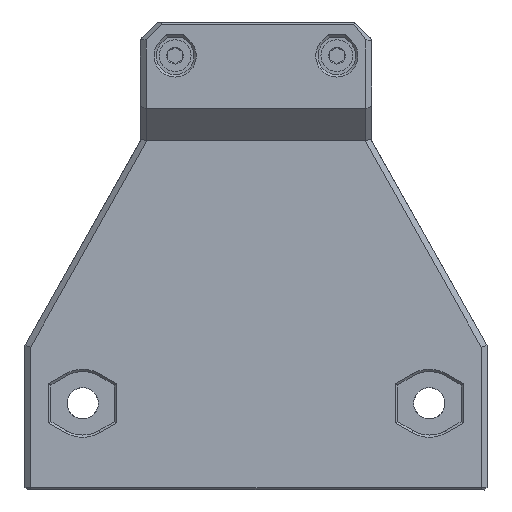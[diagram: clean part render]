
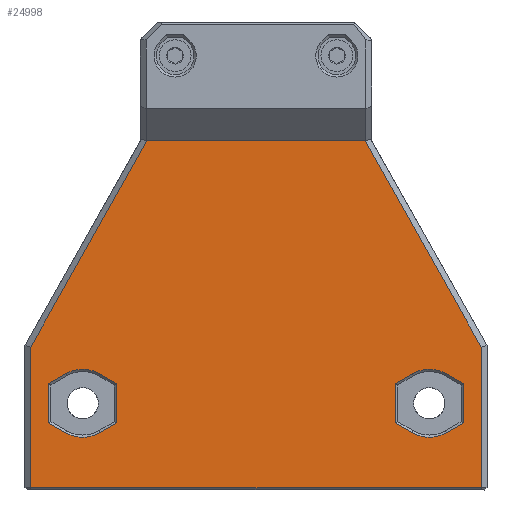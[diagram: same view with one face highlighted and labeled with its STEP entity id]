
A CAD part, left-side view. The second image highlights one B-rep face of the part: STEP entity #24998.
In plain terms, the highlighted planar face has unit normal (-1, 0, 0).
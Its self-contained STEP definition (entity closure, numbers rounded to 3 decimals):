
#1095=FACE_BOUND('',#4878,.T.);
#1096=FACE_BOUND('',#4879,.T.);
#1715=PLANE('',#27106);
#3338=FACE_OUTER_BOUND('',#4877,.T.);
#4877=EDGE_LOOP('',(#21651,#21652,#21653,#21654,#21655,#21656));
#4878=EDGE_LOOP('',(#21657,#21658,#21659,#21660,#21661,#21662,#21663,#21664));
#4879=EDGE_LOOP('',(#21665,#21666,#21667,#21668,#21669,#21670,#21671,#21672));
#7035=LINE('',#46451,#9490);
#7039=LINE('',#46460,#9494);
#7045=LINE('',#46473,#9500);
#7048=LINE('',#46477,#9503);
#7050=LINE('',#46485,#9505);
#7054=LINE('',#46495,#9509);
#7063=LINE('',#46517,#9518);
#7064=LINE('',#46519,#9519);
#7065=LINE('',#46521,#9520);
#7066=LINE('',#46523,#9521);
#7067=LINE('',#46525,#9522);
#7068=LINE('',#46526,#9523);
#7069=LINE('',#46529,#9524);
#7070=LINE('',#46531,#9525);
#7071=LINE('',#46535,#9526);
#7072=LINE('',#46537,#9527);
#7073=LINE('',#46539,#9528);
#7074=LINE('',#46542,#9529);
#9490=VECTOR('',#32425,10.);
#9494=VECTOR('',#32431,10.);
#9500=VECTOR('',#32439,10.);
#9503=VECTOR('',#32444,10.);
#9505=VECTOR('',#32454,10.);
#9509=VECTOR('',#32466,10.);
#9518=VECTOR('',#32487,10.);
#9519=VECTOR('',#32488,10.);
#9520=VECTOR('',#32489,10.);
#9521=VECTOR('',#32490,10.);
#9522=VECTOR('',#32491,10.);
#9523=VECTOR('',#32492,10.);
#9524=VECTOR('',#32493,10.);
#9525=VECTOR('',#32494,10.);
#9526=VECTOR('',#32497,10.);
#9527=VECTOR('',#32498,10.);
#9528=VECTOR('',#32499,10.);
#9529=VECTOR('',#32502,10.);
#10544=CIRCLE('',#27094,5.9);
#10547=CIRCLE('',#27099,5.9);
#10549=CIRCLE('',#27107,5.9);
#10550=CIRCLE('',#27108,5.9);
#12272=VERTEX_POINT('',#46449);
#12273=VERTEX_POINT('',#46450);
#12276=VERTEX_POINT('',#46458);
#12277=VERTEX_POINT('',#46459);
#12282=VERTEX_POINT('',#46470);
#12283=VERTEX_POINT('',#46472);
#12285=VERTEX_POINT('',#46480);
#12286=VERTEX_POINT('',#46488);
#12293=VERTEX_POINT('',#46515);
#12294=VERTEX_POINT('',#46516);
#12295=VERTEX_POINT('',#46518);
#12296=VERTEX_POINT('',#46520);
#12297=VERTEX_POINT('',#46522);
#12298=VERTEX_POINT('',#46524);
#12299=VERTEX_POINT('',#46527);
#12300=VERTEX_POINT('',#46528);
#12301=VERTEX_POINT('',#46530);
#12302=VERTEX_POINT('',#46532);
#12303=VERTEX_POINT('',#46534);
#12304=VERTEX_POINT('',#46536);
#12305=VERTEX_POINT('',#46538);
#12306=VERTEX_POINT('',#46540);
#15477=EDGE_CURVE('',#12272,#12273,#7035,.T.);
#15481=EDGE_CURVE('',#12276,#12277,#7039,.T.);
#15487=EDGE_CURVE('',#12282,#12283,#7045,.T.);
#15490=EDGE_CURVE('',#12283,#12276,#7048,.T.);
#15492=EDGE_CURVE('',#12285,#12282,#10544,.T.);
#15494=EDGE_CURVE('',#12273,#12285,#7050,.T.);
#15498=EDGE_CURVE('',#12277,#12286,#10547,.T.);
#15500=EDGE_CURVE('',#12286,#12272,#7054,.T.);
#15510=EDGE_CURVE('',#12293,#12294,#7063,.T.);
#15511=EDGE_CURVE('',#12295,#12293,#7064,.T.);
#15512=EDGE_CURVE('',#12296,#12295,#7065,.T.);
#15513=EDGE_CURVE('',#12297,#12296,#7066,.T.);
#15514=EDGE_CURVE('',#12298,#12297,#7067,.T.);
#15515=EDGE_CURVE('',#12294,#12298,#7068,.T.);
#15516=EDGE_CURVE('',#12299,#12300,#7069,.T.);
#15517=EDGE_CURVE('',#12301,#12299,#7070,.T.);
#15518=EDGE_CURVE('',#12302,#12301,#10549,.T.);
#15519=EDGE_CURVE('',#12303,#12302,#7071,.T.);
#15520=EDGE_CURVE('',#12304,#12303,#7072,.T.);
#15521=EDGE_CURVE('',#12305,#12304,#7073,.T.);
#15522=EDGE_CURVE('',#12306,#12305,#10550,.T.);
#15523=EDGE_CURVE('',#12300,#12306,#7074,.T.);
#21651=ORIENTED_EDGE('',*,*,#15510,.F.);
#21652=ORIENTED_EDGE('',*,*,#15511,.F.);
#21653=ORIENTED_EDGE('',*,*,#15512,.F.);
#21654=ORIENTED_EDGE('',*,*,#15513,.F.);
#21655=ORIENTED_EDGE('',*,*,#15514,.F.);
#21656=ORIENTED_EDGE('',*,*,#15515,.F.);
#21657=ORIENTED_EDGE('',*,*,#15516,.F.);
#21658=ORIENTED_EDGE('',*,*,#15517,.F.);
#21659=ORIENTED_EDGE('',*,*,#15518,.F.);
#21660=ORIENTED_EDGE('',*,*,#15519,.F.);
#21661=ORIENTED_EDGE('',*,*,#15520,.F.);
#21662=ORIENTED_EDGE('',*,*,#15521,.F.);
#21663=ORIENTED_EDGE('',*,*,#15522,.F.);
#21664=ORIENTED_EDGE('',*,*,#15523,.F.);
#21665=ORIENTED_EDGE('',*,*,#15487,.F.);
#21666=ORIENTED_EDGE('',*,*,#15492,.F.);
#21667=ORIENTED_EDGE('',*,*,#15494,.F.);
#21668=ORIENTED_EDGE('',*,*,#15477,.F.);
#21669=ORIENTED_EDGE('',*,*,#15500,.F.);
#21670=ORIENTED_EDGE('',*,*,#15498,.F.);
#21671=ORIENTED_EDGE('',*,*,#15481,.F.);
#21672=ORIENTED_EDGE('',*,*,#15490,.F.);
#24998=ADVANCED_FACE('',(#3338,#1095,#1096),#1715,.F.);
#27094=AXIS2_PLACEMENT_3D('',#46482,#32448,#32449);
#27099=AXIS2_PLACEMENT_3D('',#46492,#32461,#32462);
#27106=AXIS2_PLACEMENT_3D('',#46514,#32485,#32486);
#27107=AXIS2_PLACEMENT_3D('',#46533,#32495,#32496);
#27108=AXIS2_PLACEMENT_3D('',#46541,#32500,#32501);
#32425=DIRECTION('',(0.,0.,-1.));
#32431=DIRECTION('',(0.,0.866,0.5));
#32439=DIRECTION('',(0.,-0.866,0.5));
#32444=DIRECTION('',(0.,0.,1.));
#32448=DIRECTION('center_axis',(-1.,0.,0.));
#32449=DIRECTION('ref_axis',(0.,-1.,0.));
#32454=DIRECTION('',(0.,-0.866,-0.5));
#32461=DIRECTION('center_axis',(-1.,0.,0.));
#32462=DIRECTION('ref_axis',(0.,-1.,0.));
#32466=DIRECTION('',(0.,0.866,-0.5));
#32485=DIRECTION('center_axis',(1.,0.,0.));
#32486=DIRECTION('ref_axis',(0.,1.,0.));
#32487=DIRECTION('',(0.,0.491,-0.871));
#32488=DIRECTION('',(0.,0.,-1.));
#32489=DIRECTION('',(0.,-1.,0.));
#32490=DIRECTION('',(0.,0.,1.));
#32491=DIRECTION('',(0.,0.491,0.871));
#32492=DIRECTION('',(0.,1.,0.));
#32493=DIRECTION('',(0.,0.,-1.));
#32494=DIRECTION('',(0.,0.866,-0.5));
#32495=DIRECTION('center_axis',(-1.,0.,0.));
#32496=DIRECTION('ref_axis',(0.,1.,0.));
#32497=DIRECTION('',(0.,0.866,0.5));
#32498=DIRECTION('',(0.,0.,1.));
#32499=DIRECTION('',(0.,-0.866,0.5));
#32500=DIRECTION('center_axis',(-1.,0.,0.));
#32501=DIRECTION('ref_axis',(0.,1.,0.));
#32502=DIRECTION('',(0.,-0.866,-0.5));
#46449=CARTESIAN_POINT('',(3.,16.529,91.4));
#46450=CARTESIAN_POINT('',(3.,16.529,84.587));
#46451=CARTESIAN_POINT('',(3.,16.529,99.812));
#46458=CARTESIAN_POINT('',(3.,4.729,91.4));
#46459=CARTESIAN_POINT('',(3.,7.679,93.103));
#46460=CARTESIAN_POINT('',(3.,-0.516,88.372));
#46470=CARTESIAN_POINT('',(3.,7.679,82.884));
#46472=CARTESIAN_POINT('',(3.,4.729,84.587));
#46473=CARTESIAN_POINT('',(3.,-8.001,91.937));
#46477=CARTESIAN_POINT('',(3.,4.729,96.636));
#46480=CARTESIAN_POINT('',(3.,13.579,82.884));
#46482=CARTESIAN_POINT('Origin',(3.,10.629,87.993));
#46485=CARTESIAN_POINT('',(3.,8.134,79.74));
#46488=CARTESIAN_POINT('',(3.,13.579,93.103));
#46492=CARTESIAN_POINT('Origin',(3.,10.629,87.993));
#46495=CARTESIAN_POINT('',(3.,-2.101,102.156));
#46514=CARTESIAN_POINT('Origin',(3.,-19.371,108.454));
#46515=CARTESIAN_POINT('',(3.,1.629,78.259));
#46516=CARTESIAN_POINT('',(3.,21.776,42.497));
#46517=CARTESIAN_POINT('',(3.,-7.422,94.324));
#46518=CARTESIAN_POINT('',(3.,1.629,102.597));
#46519=CARTESIAN_POINT('',(3.,1.629,99.6));
#46520=CARTESIAN_POINT('',(3.,79.629,102.597));
#46521=CARTESIAN_POINT('',(3.,-9.371,102.597));
#46522=CARTESIAN_POINT('',(3.,79.629,78.259));
#46523=CARTESIAN_POINT('',(3.,79.629,99.6));
#46524=CARTESIAN_POINT('',(3.,59.481,42.497));
#46525=CARTESIAN_POINT('',(3.,74.224,68.665));
#46526=CARTESIAN_POINT('',(3.,50.629,42.497));
#46527=CARTESIAN_POINT('',(3.,76.529,91.4));
#46528=CARTESIAN_POINT('',(3.,76.529,84.587));
#46529=CARTESIAN_POINT('',(3.,76.529,96.636));
#46530=CARTESIAN_POINT('',(3.,73.579,93.103));
#46531=CARTESIAN_POINT('',(3.,36.774,114.352));
#46532=CARTESIAN_POINT('',(3.,67.679,93.103));
#46533=CARTESIAN_POINT('Origin',(3.,70.629,87.993));
#46534=CARTESIAN_POINT('',(3.,64.729,91.4));
#46535=CARTESIAN_POINT('',(3.,38.359,76.175));
#46536=CARTESIAN_POINT('',(3.,64.729,84.587));
#46537=CARTESIAN_POINT('',(3.,64.729,99.812));
#46538=CARTESIAN_POINT('',(3.,67.679,82.884));
#46539=CARTESIAN_POINT('',(3.,28.124,105.721));
#46540=CARTESIAN_POINT('',(3.,73.579,82.884));
#46541=CARTESIAN_POINT('Origin',(3.,70.629,87.993));
#46542=CARTESIAN_POINT('',(3.,44.259,65.956));
